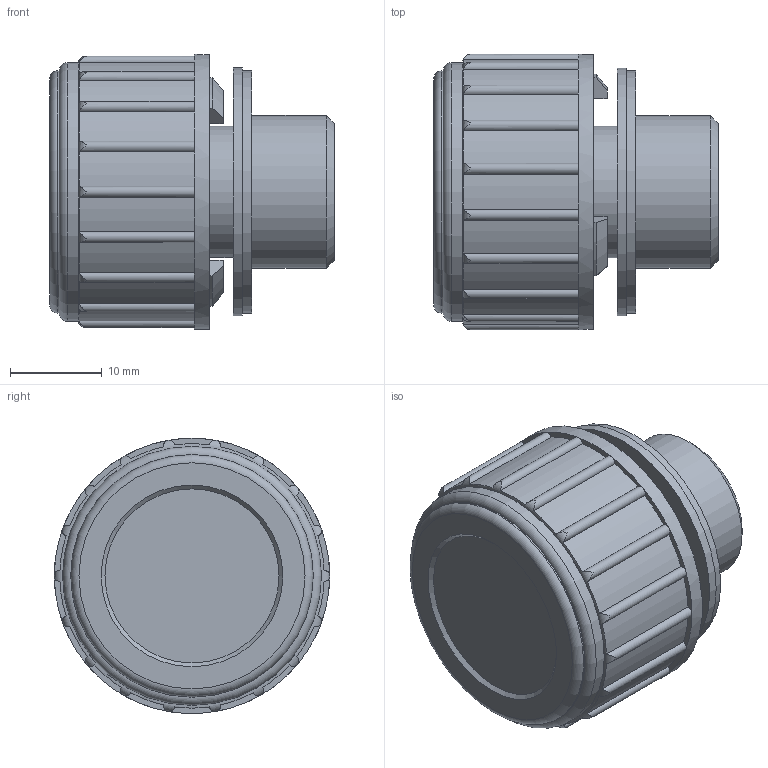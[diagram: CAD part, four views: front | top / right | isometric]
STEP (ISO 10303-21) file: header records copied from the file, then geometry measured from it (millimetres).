
FILE_DESCRIPTION( ( 'STEP AP214' ), '1' );
FILE_NAME( 'K0459.30038.stp', '2020-12-08T09:17:17', ( '' ), ( '' ), ' ', 'PARTsolutions', ' ' );
FILE_SCHEMA( ( 'AUTOMOTIVE_DESIGN { 1 0 10303 214 1 1 1 1 }' ) );
Length unit declared in the file: millimetre
Products named in the file (1): _K0459.30038
Bounding box: 31 x 30 x 29.97 mm (x, y, z)
Volume: 13303.4 mm3; surface area: 5415.7 mm2
Topology: 1 solids, 1 shells, 135 faces, 367 edges, 243 vertices
Faces by surface type: cylinder 64, plane 61, cone 6, torus 4
Full cylindrical faces by diameter (mm): 4 x1, 14.304 x1, 16.662 x1, 26.4 x2, 27 x1, 28.2 x1, 30 x1
Entity records: 5562 total; most frequent: CARTESIAN_POINT 1053, DIRECTION 744, ORIENTED_EDGE 698, EDGE_CURVE 349, AXIS2_PLACEMENT_3D 303, VERTEX_POINT 240, CIRCLE 167, EDGE_LOOP 159
